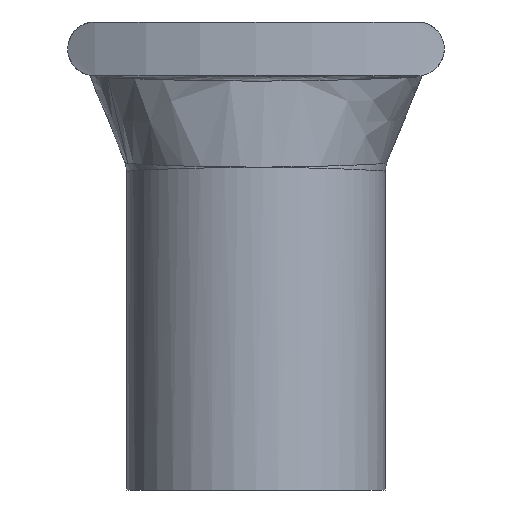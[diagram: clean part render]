
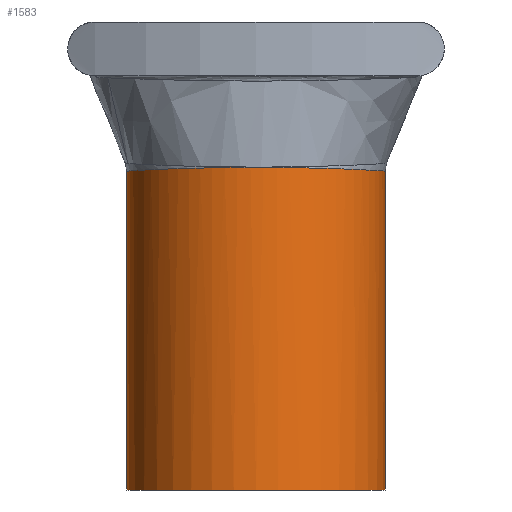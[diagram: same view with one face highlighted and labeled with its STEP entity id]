
A CAD part, front view. The second image highlights one B-rep face of the part: STEP entity #1583.
In plain terms, the highlighted cylindrical face has radius 12 mm (diameter 24 mm), a partial arc.
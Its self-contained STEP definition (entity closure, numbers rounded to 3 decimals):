
#89 = CARTESIAN_POINT ( 'NONE',  ( -6.017, -10.39, 29.91 ) ) ;
#96 = VERTEX_POINT ( 'NONE', #1317 ) ;
#105 = CARTESIAN_POINT ( 'NONE',  ( 3.122, -11.593, 29.964 ) ) ;
#118 = LINE ( 'NONE', #3610, #3358 ) ;
#124 = CARTESIAN_POINT ( 'NONE',  ( -11.961, -0.986, 29.598 ) ) ;
#141 = CARTESIAN_POINT ( 'NONE',  ( -1.574, -11.903, 29.989 ) ) ;
#185 = CARTESIAN_POINT ( 'NONE',  ( 0., 0., 0. ) ) ;
#283 = VERTEX_POINT ( 'NONE', #507 ) ;
#295 = CARTESIAN_POINT ( 'NONE',  ( 11.229, -4.249, 29.69 ) ) ;
#333 = CARTESIAN_POINT ( 'NONE',  ( 12., -0.197, 29.601 ) ) ;
#375 = CARTESIAN_POINT ( 'NONE',  ( -7.928, -9.043, 29.845 ) ) ;
#425 = CARTESIAN_POINT ( 'NONE',  ( 2.741, -11.69, 29.976 ) ) ;
#443 = CARTESIAN_POINT ( 'NONE',  ( -10.767, -5.314, 29.717 ) ) ;
#507 = CARTESIAN_POINT ( 'NONE',  ( 12., 0., 29.617 ) ) ;
#533 = ORIENTED_EDGE ( 'NONE', *, *, #2226, .T. ) ;
#535 = VECTOR ( 'NONE', #1936, 1000. ) ;
#599 = CARTESIAN_POINT ( 'NONE',  ( 11.922, -1.379, 29.616 ) ) ;
#648 = DIRECTION ( 'NONE',  ( 1., 0., 0. ) ) ;
#655 = CARTESIAN_POINT ( 'NONE',  ( 6.003, -10.398, 29.911 ) ) ;
#670 = CARTESIAN_POINT ( 'NONE',  ( 1.966, -11.844, 29.989 ) ) ;
#686 = CARTESIAN_POINT ( 'NONE',  ( 1.575, -11.903, 29.989 ) ) ;
#722 = CARTESIAN_POINT ( 'NONE',  ( -7.324, -9.538, 29.869 ) ) ;
#749 = EDGE_CURVE ( 'NONE', #283, #96, #3139, .T. ) ;
#755 = LINE ( 'NONE', #1919, #535 ) ;
#841 = CARTESIAN_POINT ( 'NONE',  ( 10.777, -5.337, 29.717 ) ) ;
#868 = VERTEX_POINT ( 'NONE', #1094 ) ;
#879 = CARTESIAN_POINT ( 'NONE',  ( 6.343, -10.194, 29.901 ) ) ;
#913 = EDGE_CURVE ( 'NONE', #96, #3245, #755, .T. ) ;
#917 = CARTESIAN_POINT ( 'NONE',  ( 11.594, -3.122, 29.664 ) ) ;
#936 = CARTESIAN_POINT ( 'NONE',  ( 5.311, -10.768, 29.924 ) ) ;
#971 = CARTESIAN_POINT ( 'NONE',  ( 4.237, -11.234, 29.937 ) ) ;
#987 = CARTESIAN_POINT ( 'NONE',  ( -10.936, -4.956, 29.707 ) ) ;
#1003 = CARTESIAN_POINT ( 'NONE',  ( -11.613, -3.123, 29.663 ) ) ;
#1094 = CARTESIAN_POINT ( 'NONE',  ( 12., 0., 0. ) ) ;
#1212 = DIRECTION ( 'NONE',  ( 0., 0., -1. ) ) ;
#1222 = CARTESIAN_POINT ( 'NONE',  ( 11.69, -2.74, 29.656 ) ) ;
#1293 = CARTESIAN_POINT ( 'NONE',  ( -2.74, -11.69, 29.976 ) ) ;
#1317 = CARTESIAN_POINT ( 'NONE',  ( -12., 0., 29.618 ) ) ;
#1370 = CYLINDRICAL_SURFACE ( 'NONE', #2917, 12. ) ;
#1446 = CARTESIAN_POINT ( 'NONE',  ( 9.034, -7.938, 29.806 ) ) ;
#1452 = ORIENTED_EDGE ( 'NONE', *, *, #913, .T. ) ;
#1482 = CARTESIAN_POINT ( 'NONE',  ( 11.976, -0.79, 29.591 ) ) ;
#1506 = CARTESIAN_POINT ( 'NONE',  ( 11.898, -1.574, 29.627 ) ) ;
#1524 = AXIS2_PLACEMENT_3D ( 'NONE', #185, #1860, #648 ) ;
#1525 = CARTESIAN_POINT ( 'NONE',  ( -11.995, -0.396, 29.593 ) ) ;
#1558 = CARTESIAN_POINT ( 'NONE',  ( -6.352, -10.189, 29.901 ) ) ;
#1575 = CARTESIAN_POINT ( 'NONE',  ( -9.542, -7.319, 29.783 ) ) ;
#1583 = ADVANCED_FACE ( 'NONE', ( #1943 ), #1370, .T. ) ;
#1593 = CARTESIAN_POINT ( 'NONE',  ( -11.806, -2.159, 29.647 ) ) ;
#1736 = CARTESIAN_POINT ( 'NONE',  ( 12., 0., 29.617 ) ) ;
#1758 = CARTESIAN_POINT ( 'NONE',  ( 11.84, -1.964, 29.642 ) ) ;
#1798 = CARTESIAN_POINT ( 'NONE',  ( 11.364, -3.876, 29.681 ) ) ;
#1818 = CARTESIAN_POINT ( 'NONE',  ( 0.789, -11.981, 29.974 ) ) ;
#1849 = CARTESIAN_POINT ( 'NONE',  ( -0.397, -12., 29.958 ) ) ;
#1860 = DIRECTION ( 'NONE',  ( 0., 0., 1. ) ) ;
#1865 = CARTESIAN_POINT ( 'NONE',  ( -12., 0., 29.618 ) ) ;
#1883 = CARTESIAN_POINT ( 'NONE',  ( -11.84, -1.965, 29.642 ) ) ;
#1888 = CIRCLE ( 'NONE', #1524, 12. ) ;
#1919 = CARTESIAN_POINT ( 'NONE',  ( -12., 0., 30. ) ) ;
#1936 = DIRECTION ( 'NONE',  ( 0., 0., -1. ) ) ;
#1943 = FACE_OUTER_BOUND ( 'NONE', #3605, .T. ) ;
#2106 = CARTESIAN_POINT ( 'NONE',  ( 0.394, -12., 29.958 ) ) ;
#2145 = CARTESIAN_POINT ( 'NONE',  ( -11.898, -1.574, 29.627 ) ) ;
#2180 = CARTESIAN_POINT ( 'NONE',  ( -9.046, -7.924, 29.806 ) ) ;
#2199 = CARTESIAN_POINT ( 'NONE',  ( -12., 0., 0. ) ) ;
#2226 = EDGE_CURVE ( 'NONE', #3245, #868, #1888, .T. ) ;
#2328 = EDGE_CURVE ( 'NONE', #283, #868, #118, .T. ) ;
#2361 = CARTESIAN_POINT ( 'NONE',  ( 11.995, -0.395, 29.593 ) ) ;
#2421 = CARTESIAN_POINT ( 'NONE',  ( -11.922, -1.379, 29.616 ) ) ;
#2456 = CARTESIAN_POINT ( 'NONE',  ( -3.87, -11.365, 29.944 ) ) ;
#2474 = CARTESIAN_POINT ( 'NONE',  ( -0.791, -11.98, 29.974 ) ) ;
#2634 = CARTESIAN_POINT ( 'NONE',  ( 7.927, -9.043, 29.846 ) ) ;
#2711 = CARTESIAN_POINT ( 'NONE',  ( -3.12, -11.594, 29.964 ) ) ;
#2748 = CARTESIAN_POINT ( 'NONE',  ( 4.957, -10.935, 29.928 ) ) ;
#2766 = CARTESIAN_POINT ( 'NONE',  ( -10.395, -6.009, 29.737 ) ) ;
#2917 = AXIS2_PLACEMENT_3D ( 'NONE', #3713, #3756, #3117 ) ;
#2919 = CARTESIAN_POINT ( 'NONE',  ( 11.806, -2.159, 29.647 ) ) ;
#2994 = CARTESIAN_POINT ( 'NONE',  ( -11.976, -0.79, 29.591 ) ) ;
#3028 = CARTESIAN_POINT ( 'NONE',  ( -1.966, -11.845, 29.989 ) ) ;
#3117 = DIRECTION ( 'NONE',  ( -1., 0., 0. ) ) ;
#3139 = B_SPLINE_CURVE_WITH_KNOTS ( 'NONE', 3,
 ( #1736, #333, #2361, #1482, #3543, #599, #1506, #1758, #2919, #1222, #917, #1798, #295, #841, #3524, #3178, #1446, #2634, #3503, #879, #655, #936, #2748, #971, #3276, #105, #425, #670, #686, #1818, #2106, #1849, #2474, #141, #3028, #1293, #2711, #2456, #3598, #3561, #3344, #89, #1558, #722, #375, #2180, #1575, #3615, #2766, #443, #987, #3631, #1003, #1593, #1883, #2145, #2421, #124, #2994, #1525, #3311, #1865 ),
 .UNSPECIFIED., .F., .F.,
 ( 4, 2, 2, 2, 2, 2, 2, 2, 2, 2, 2, 2, 2, 2, 2, 2, 2, 2, 2, 2, 2, 2, 2, 2, 2, 2, 2, 2, 2, 2, 4 ),
 ( 0.003, 0.003, 0.004, 0.005, 0.005, 0.006, 0.008, 0.01, 0.012, 0.015, 0.016, 0.017, 0.018, 0.019, 0.021, 0.022, 0.023, 0.024, 0.025, 0.027, 0.028, 0.029, 0.031, 0.034, 0.035, 0.036, 0.038, 0.039, 0.04, 0.04, 0.041 ),
 .UNSPECIFIED. ) ;
#3178 = CARTESIAN_POINT ( 'NONE',  ( 9.539, -7.322, 29.784 ) ) ;
#3245 = VERTEX_POINT ( 'NONE', #2199 ) ;
#3276 = CARTESIAN_POINT ( 'NONE',  ( 3.87, -11.365, 29.944 ) ) ;
#3311 = CARTESIAN_POINT ( 'NONE',  ( -12., -0.198, 29.602 ) ) ;
#3344 = CARTESIAN_POINT ( 'NONE',  ( -5.324, -10.761, 29.924 ) ) ;
#3358 = VECTOR ( 'NONE', #1212, 1000. ) ;
#3503 = CARTESIAN_POINT ( 'NONE',  ( 7.324, -9.538, 29.869 ) ) ;
#3524 = CARTESIAN_POINT ( 'NONE',  ( 10.408, -6.024, 29.737 ) ) ;
#3540 = ORIENTED_EDGE ( 'NONE', *, *, #749, .T. ) ;
#3543 = CARTESIAN_POINT ( 'NONE',  ( 11.961, -0.987, 29.598 ) ) ;
#3555 = ORIENTED_EDGE ( 'NONE', *, *, #2328, .F. ) ;
#3561 = CARTESIAN_POINT ( 'NONE',  ( -4.966, -10.932, 29.928 ) ) ;
#3598 = CARTESIAN_POINT ( 'NONE',  ( -4.239, -11.233, 29.937 ) ) ;
#3605 = EDGE_LOOP ( 'NONE', ( #3555, #3540, #1452, #533 ) ) ;
#3610 = CARTESIAN_POINT ( 'NONE',  ( 12., 0., 30. ) ) ;
#3615 = CARTESIAN_POINT ( 'NONE',  ( -10.193, -6.345, 29.749 ) ) ;
#3631 = CARTESIAN_POINT ( 'NONE',  ( -11.386, -3.87, 29.68 ) ) ;
#3713 = CARTESIAN_POINT ( 'NONE',  ( 0., 0., 30. ) ) ;
#3756 = DIRECTION ( 'NONE',  ( 0., 0., -1. ) ) ;
